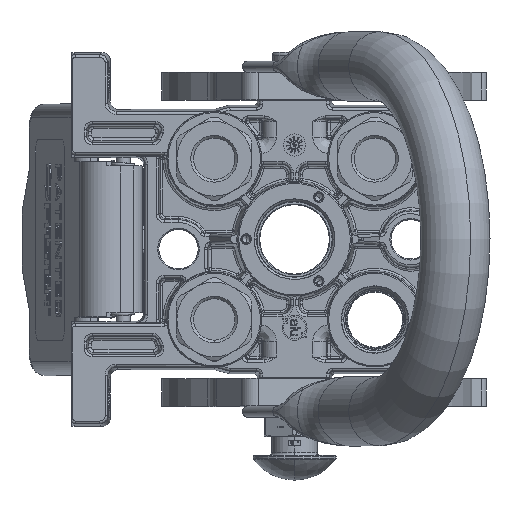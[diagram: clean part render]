
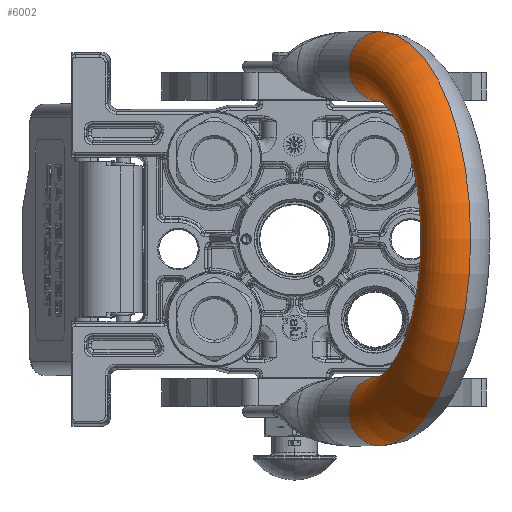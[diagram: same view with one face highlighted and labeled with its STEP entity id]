
A CAD part, top view. The second image highlights one B-rep face of the part: STEP entity #6002.
In plain terms, the highlighted toroidal (fillet/blend) face has major radius 62.25 mm and minor radius 12.5 mm.
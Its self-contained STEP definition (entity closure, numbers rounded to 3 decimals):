
#1111 = DIRECTION ( 'NONE',  ( 1., 0., 0. ) ) ;
#4627 = AXIS2_PLACEMENT_3D ( 'NONE', #44883, #75490, #60202 ) ;
#6002 = ADVANCED_FACE ( 'NONE', ( #60409 ), #99008, .T. ) ;
#13546 = CARTESIAN_POINT ( 'NONE',  ( 0., 0., 25.25 ) ) ;
#18499 = VERTEX_POINT ( 'NONE', #87305 ) ;
#21070 = DIRECTION ( 'NONE',  ( 1., 0., 0. ) ) ;
#23734 = VERTEX_POINT ( 'NONE', #128999 ) ;
#28420 = EDGE_CURVE ( 'NONE', #18499, #23734, #164224, .T. ) ;
#44883 = CARTESIAN_POINT ( 'NONE',  ( 0., 0., 25.25 ) ) ;
#45663 = ORIENTED_EDGE ( 'NONE', *, *, #160904, .F. ) ;
#50364 = CARTESIAN_POINT ( 'NONE',  ( 0., 0., 25.25 ) ) ;
#52025 = ORIENTED_EDGE ( 'NONE', *, *, #175046, .T. ) ;
#54196 = VERTEX_POINT ( 'NONE', #145495 ) ;
#56187 = CARTESIAN_POINT ( 'NONE',  ( -49.75, 0., 25.25 ) ) ;
#56767 = AXIS2_PLACEMENT_3D ( 'NONE', #13546, #113592, #84941 ) ;
#57862 = ORIENTED_EDGE ( 'NONE', *, *, #28420, .F. ) ;
#60202 = DIRECTION ( 'NONE',  ( -1., 0., 0. ) ) ;
#60409 = FACE_OUTER_BOUND ( 'NONE', #75148, .T. ) ;
#67523 = ORIENTED_EDGE ( 'NONE', *, *, #144760, .T. ) ;
#72140 = AXIS2_PLACEMENT_3D ( 'NONE', #87813, #162237, #1111 ) ;
#75148 = EDGE_LOOP ( 'NONE', ( #52025, #57862, #45663, #67523 ) ) ;
#75490 = DIRECTION ( 'NONE',  ( 0., 1., 0. ) ) ;
#77143 = VERTEX_POINT ( 'NONE', #56187 ) ;
#84941 = DIRECTION ( 'NONE',  ( -1., 0., 0. ) ) ;
#87305 = CARTESIAN_POINT ( 'NONE',  ( 74.75, 0., 25.25 ) ) ;
#87731 = AXIS2_PLACEMENT_3D ( 'NONE', #164690, #92772, #106814 ) ;
#87813 = CARTESIAN_POINT ( 'NONE',  ( 62.25, 0., 25.25 ) ) ;
#92772 = DIRECTION ( 'NONE',  ( 0., 0., 1. ) ) ;
#95083 = CIRCLE ( 'NONE', #87731, 12.5 ) ;
#99008 = TOROIDAL_SURFACE ( 'NONE', #103496, 62.25, 12.5 ) ;
#103496 = AXIS2_PLACEMENT_3D ( 'NONE', #50364, #120489, #21070 ) ;
#106814 = DIRECTION ( 'NONE',  ( -1., 0., 0. ) ) ;
#106925 = CIRCLE ( 'NONE', #56767, 74.75 ) ;
#113592 = DIRECTION ( 'NONE',  ( 0., 1., 0. ) ) ;
#120489 = DIRECTION ( 'NONE',  ( 0., 1., 0. ) ) ;
#128999 = CARTESIAN_POINT ( 'NONE',  ( 49.75, 0., 25.25 ) ) ;
#144760 = EDGE_CURVE ( 'NONE', #54196, #77143, #95083, .T. ) ;
#145495 = CARTESIAN_POINT ( 'NONE',  ( -74.75, 0., 25.25 ) ) ;
#160904 = EDGE_CURVE ( 'NONE', #54196, #18499, #106925, .T. ) ;
#162237 = DIRECTION ( 'NONE',  ( 0., 0., -1. ) ) ;
#164224 = CIRCLE ( 'NONE', #72140, 12.5 ) ;
#164690 = CARTESIAN_POINT ( 'NONE',  ( -62.25, 0., 25.25 ) ) ;
#175046 = EDGE_CURVE ( 'NONE', #77143, #23734, #184313, .T. ) ;
#184313 = CIRCLE ( 'NONE', #4627, 49.75 ) ;
